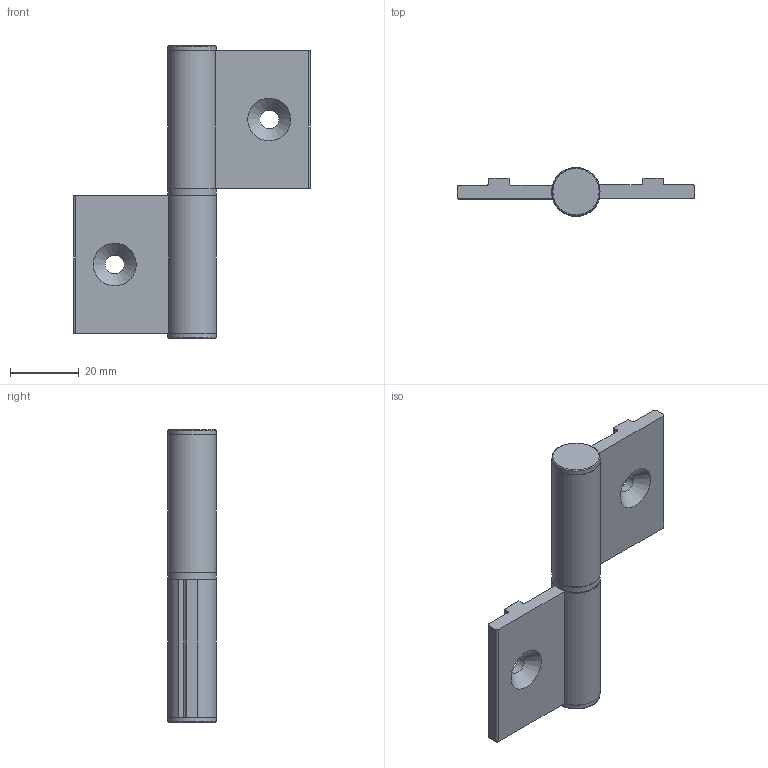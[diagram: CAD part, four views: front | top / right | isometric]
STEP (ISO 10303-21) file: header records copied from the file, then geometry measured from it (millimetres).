
FILE_DESCRIPTION(/* description */ (''),/* implementation_level */ '2;1');
FILE_NAME(/* name */ '13265_KriTec_Scharnier_6_AL_mit_Steg_Premium.stp',/* time_stamp */ '2021-02-11T13:50:25+01:00',/* author */ ('Nell'),/* organization */ (''),/* preprocessor_version */ 'ST-DEVELOPER v17',/* originating_system */ 'Autodesk Inventor 2018',/* authorisation */ '');
FILE_SCHEMA (('AUTOMOTIVE_DESIGN { 1 0 10303 214 3 1 1 }'));
Length unit declared in the file: millimetre
Products named in the file (5): 13265_KriTec_Scharnier_6_AL_mit_Steg_Premium; 13090_KriTec_Abdeckkappe; 13265_SCR-AL40-27 beilagscheibe; 13265_SCR-AL40-27 Stift; 13265_1
Assembly tree (6 placements, depth 2):
  13265_KriTec_Scharnier_6_AL_mit_Steg_Premium
    13090_KriTec_Abdeckkappe  x2
    13265_SCR-AL40-27 beilagscheibe
    13265_SCR-AL40-27 Stift
    13265_1  x2
Bounding box: 69 x 14.16 x 85.25 mm (x, y, z)
Volume: 21799.1 mm3; surface area: 14689 mm2
Topology: 6 solids, 6 shells, 496 faces, 1237 edges, 757 vertices
Faces by surface type: plane 250, cylinder 234, torus 8, cone 4
Full cylindrical faces by diameter (mm): 5.4 x2, 5.5 x2, 7.75 x2, 8.1 x3, 8.2 x2, 12 x2, 14 x3
Entity records: 14503 total; most frequent: DIRECTION 2940, CARTESIAN_POINT 2286, ORIENTED_EDGE 2264, AXIS2_PLACEMENT_3D 1341, EDGE_CURVE 1132, CIRCLE 870, VERTEX_POINT 687, EDGE_LOOP 463
